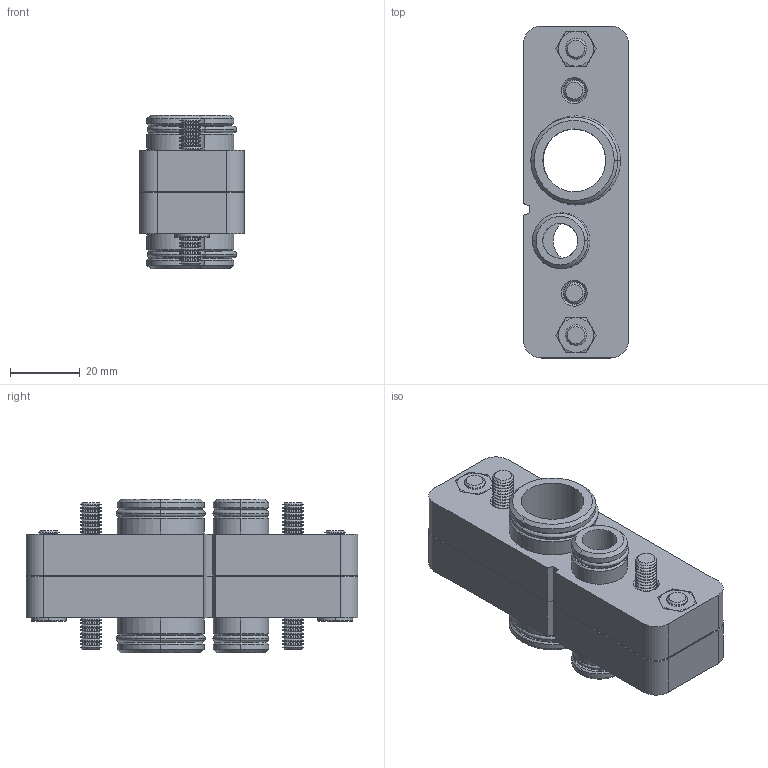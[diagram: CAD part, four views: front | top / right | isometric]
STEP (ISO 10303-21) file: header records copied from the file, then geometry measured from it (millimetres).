
FILE_DESCRIPTION (( 'STEP AP214' ), '1' );
FILE_NAME ('SIC-M210.025.016.STEP', '2019-02-19T10:56:20', ( '' ), ( '' ), 'SwSTEP 2.0', 'SolidWorks 2018', '' );
FILE_SCHEMA (( 'AUTOMOTIVE_DESIGN' ));
Length unit declared in the file: millimetre
Products named in the file (1): SIC-M210.025.016
Bounding box: 30 x 95 x 44 mm (x, y, z)
Volume: 65289.9 mm3; surface area: 32870.7 mm2
Topology: 16 solids, 16 shells, 960 faces, 2362 edges, 1446 vertices
Faces by surface type: cone 448, cylinder 276, plane 188, torus 48
Entity records: 39351 total; most frequent: DIRECTION 5524, CARTESIAN_POINT 4957, ORIENTED_EDGE 4700, EDGE_CURVE 2350, AXIS2_PLACEMENT_3D 2261, VERTEX_POINT 1446, CIRCLE 1300, EDGE_LOOP 1024
